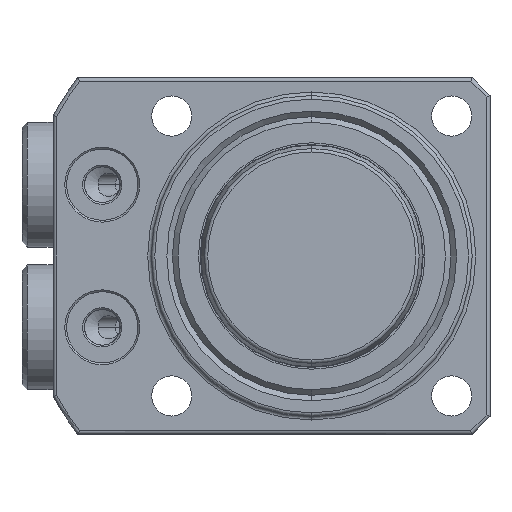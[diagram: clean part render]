
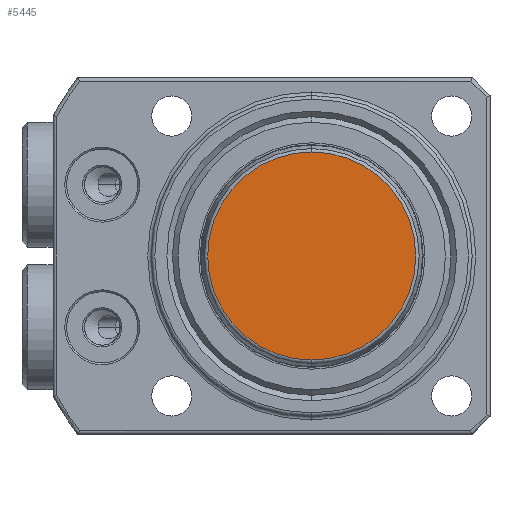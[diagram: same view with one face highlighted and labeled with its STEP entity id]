
A CAD part, front view. The second image highlights one B-rep face of the part: STEP entity #5445.
In plain terms, the highlighted planar face has unit normal (0, -1, 0).
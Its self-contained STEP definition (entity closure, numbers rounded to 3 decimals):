
#1298 = FACE_OUTER_BOUND ( 'NONE', #2927, .T. ) ;
#1507 = AXIS2_PLACEMENT_3D ( 'NONE', #1890, #1900, #1901 ) ;
#1520 = AXIS2_PLACEMENT_3D ( 'NONE', #1863, #1864, #1865 ) ;
#1529 = AXIS2_PLACEMENT_3D ( 'NONE', #1851, #1852, #1853 ) ;
#1850 = PLANE ( 'NONE',  #1529 ) ;
#1851 = CARTESIAN_POINT ( 'NONE',  ( 0., 0., 0. ) ) ;
#1852 = DIRECTION ( 'NONE',  ( 0., 1., 0. ) ) ;
#1853 = DIRECTION ( 'NONE',  ( 0., 0., 1. ) ) ;
#1863 = CARTESIAN_POINT ( 'NONE',  ( 0., 0., 0. ) ) ;
#1864 = DIRECTION ( 'NONE',  ( 0., -1., 0. ) ) ;
#1865 = DIRECTION ( 'NONE',  ( 0., 0., 1. ) ) ;
#1890 = CARTESIAN_POINT ( 'NONE',  ( 0., 0., 0. ) ) ;
#1900 = DIRECTION ( 'NONE',  ( 0., -1., 0. ) ) ;
#1901 = DIRECTION ( 'NONE',  ( 0., 0., 1. ) ) ;
#2163 = CARTESIAN_POINT ( 'NONE',  ( 0., 0., 11.674 ) ) ;
#2167 = CARTESIAN_POINT ( 'NONE',  ( 0., 0., -11.674 ) ) ;
#2927 = EDGE_LOOP ( 'NONE', ( #4339, #4337 ) ) ;
#2939 = VERTEX_POINT ( 'NONE', #2163 ) ;
#2943 = VERTEX_POINT ( 'NONE', #2167 ) ;
#4337 = ORIENTED_EDGE ( 'NONE', *, *, #5449, .T. ) ;
#4339 = ORIENTED_EDGE ( 'NONE', *, *, #5461, .T. ) ;
#5150 = CIRCLE ( 'NONE', #1507, 11.674 ) ;
#5158 = CIRCLE ( 'NONE', #1520, 11.674 ) ;
#5445 = ADVANCED_FACE ( 'NONE', ( #1298 ), #1850, .F. ) ;
#5449 = EDGE_CURVE ( 'NONE', #2943, #2939, #5158, .T. ) ;
#5461 = EDGE_CURVE ( 'NONE', #2939, #2943, #5150, .T. ) ;
